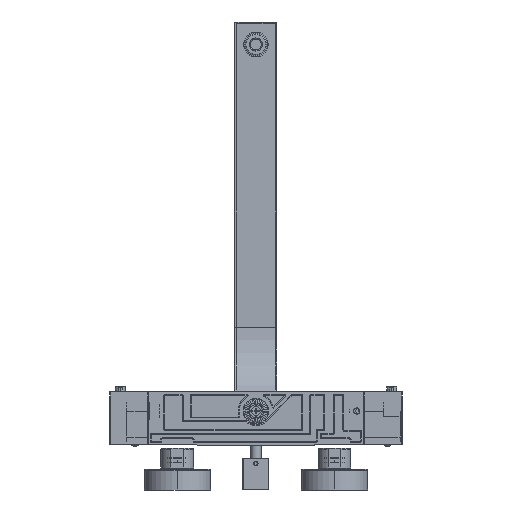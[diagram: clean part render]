
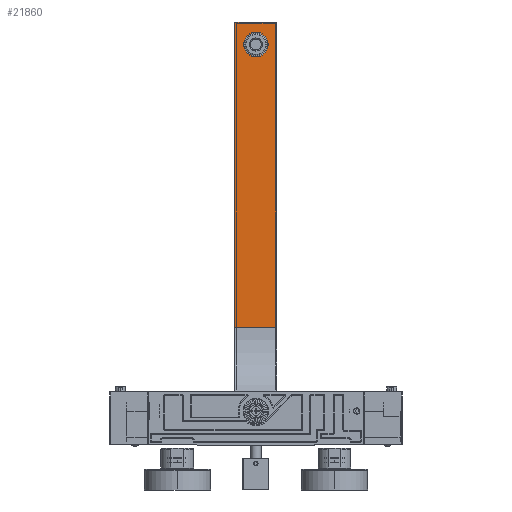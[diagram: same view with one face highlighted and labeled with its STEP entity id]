
A CAD part, front view. The second image highlights one B-rep face of the part: STEP entity #21860.
In plain terms, the highlighted planar face has unit normal (0, -1, 0).
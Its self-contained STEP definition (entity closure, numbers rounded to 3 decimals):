
#1227=DIRECTION('',(0.,0.,1.));
#1228=VECTOR('',#1227,291.5);
#1229=CARTESIAN_POINT('',(20.,1142.5,87.5));
#1230=LINE('',#1229,#1228);
#1343=DIRECTION('',(1.,0.,0.));
#1344=VECTOR('',#1343,40.);
#1345=CARTESIAN_POINT('',(-20.,1142.5,379.));
#1346=LINE('',#1345,#1344);
#1347=DIRECTION('',(1.,0.,0.));
#1348=VECTOR('',#1347,40.);
#1349=CARTESIAN_POINT('',(-20.,1142.5,87.5));
#1350=LINE('',#1349,#1348);
#1351=DIRECTION('',(0.,0.,1.));
#1352=VECTOR('',#1351,291.5);
#1353=CARTESIAN_POINT('',(-20.,1142.5,87.5));
#1354=LINE('',#1353,#1352);
#1355=CARTESIAN_POINT('',(0.,1142.5,357.5));
#1356=DIRECTION('',(0.,1.,0.));
#1357=DIRECTION('',(-1.,0.,0.));
#1358=AXIS2_PLACEMENT_3D('',#1355,#1356,#1357);
#1360=CARTESIAN_POINT('',(0.,1142.5,357.5));
#1361=DIRECTION('',(0.,1.,0.));
#1362=DIRECTION('',(1.,0.,0.));
#1363=AXIS2_PLACEMENT_3D('',#1360,#1361,#1362);
#16340=CARTESIAN_POINT('',(-20.,1142.5,87.5));
#16341=CARTESIAN_POINT('',(20.,1142.5,87.5));
#16342=VERTEX_POINT('',#16340);
#16343=VERTEX_POINT('',#16341);
#16349=CARTESIAN_POINT('',(-20.,1142.5,379.));
#16351=VERTEX_POINT('',#16349);
#16352=CARTESIAN_POINT('',(20.,1142.5,379.));
#16353=VERTEX_POINT('',#16352);
#18002=CARTESIAN_POINT('',(-11.5,1142.5,357.5));
#18003=CARTESIAN_POINT('',(11.5,1142.5,357.5));
#18004=VERTEX_POINT('',#18002);
#18005=VERTEX_POINT('',#18003);
#21842=CARTESIAN_POINT('',(-20.,1142.5,87.5));
#21843=DIRECTION('',(0.,-1.,0.));
#21844=DIRECTION('',(1.,0.,0.));
#21845=AXIS2_PLACEMENT_3D('',#21842,#21843,#21844);
#21846=PLANE('',#21845);
#21848=ORIENTED_EDGE('',*,*,#21847,.F.);
#21849=ORIENTED_EDGE('',*,*,#21746,.T.);
#21850=ORIENTED_EDGE('',*,*,#21830,.T.);
#21851=ORIENTED_EDGE('',*,*,#21661,.F.);
#21852=EDGE_LOOP('',(#21848,#21849,#21850,#21851));
#21853=FACE_OUTER_BOUND('',#21852,.F.);
#21855=ORIENTED_EDGE('',*,*,#21854,.F.);
#21857=ORIENTED_EDGE('',*,*,#21856,.F.);
#21858=EDGE_LOOP('',(#21855,#21857));
#21859=FACE_BOUND('',#21858,.F.);
#21860=ADVANCED_FACE('',(#21853,#21859),#21846,.T.);
#1359=CIRCLE('',#1358,11.5);
#1364=CIRCLE('',#1363,11.5);
#21661=EDGE_CURVE('',#16343,#16353,#1230,.T.);
#21746=EDGE_CURVE('',#16342,#16351,#1354,.T.);
#21830=EDGE_CURVE('',#16351,#16353,#1346,.T.);
#21847=EDGE_CURVE('',#16342,#16343,#1350,.T.);
#21854=EDGE_CURVE('',#18004,#18005,#1359,.T.);
#21856=EDGE_CURVE('',#18005,#18004,#1364,.T.);
